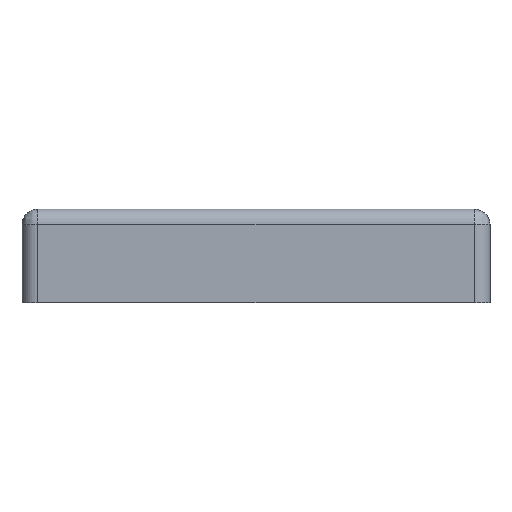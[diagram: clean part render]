
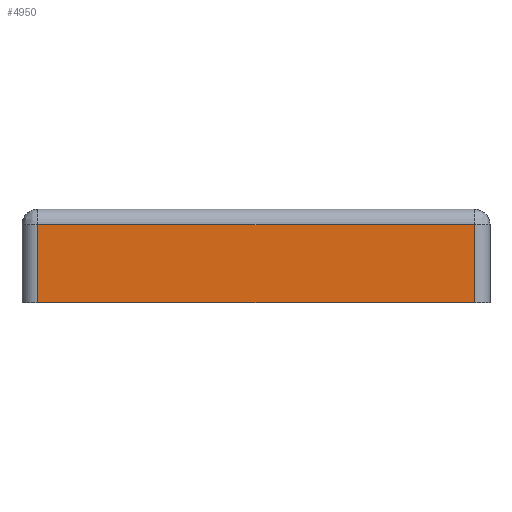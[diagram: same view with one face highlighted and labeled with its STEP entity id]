
A CAD part, front view. The second image highlights one B-rep face of the part: STEP entity #4950.
In plain terms, the highlighted planar face has unit normal (0, -1, 0).
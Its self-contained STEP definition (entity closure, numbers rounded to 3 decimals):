
#112 = VECTOR ( 'NONE', #5807, 1000. ) ;
#430 = CARTESIAN_POINT ( 'NONE',  ( -28., -30., 0. ) ) ;
#703 = DIRECTION ( 'NONE',  ( 0., 1., 0. ) ) ;
#821 = CARTESIAN_POINT ( 'NONE',  ( 30., -30., 10. ) ) ;
#832 = CARTESIAN_POINT ( 'NONE',  ( 28., -30., 12. ) ) ;
#840 = ORIENTED_EDGE ( 'NONE', *, *, #3634, .F. ) ;
#910 = DIRECTION ( 'NONE',  ( -1., 0., 0. ) ) ;
#1322 = VECTOR ( 'NONE', #910, 1000. ) ;
#1390 = PLANE ( 'NONE',  #3298 ) ;
#1612 = FACE_OUTER_BOUND ( 'NONE', #2068, .T. ) ;
#1765 = VERTEX_POINT ( 'NONE', #430 ) ;
#1854 = CARTESIAN_POINT ( 'NONE',  ( 28., -30., 0. ) ) ;
#2068 = EDGE_LOOP ( 'NONE', ( #8526, #7527, #840, #7414 ) ) ;
#2099 = VECTOR ( 'NONE', #4408, 1000. ) ;
#2788 = DIRECTION ( 'NONE',  ( 0., 0., 1. ) ) ;
#3298 = AXIS2_PLACEMENT_3D ( 'NONE', #4945, #703, #5676 ) ;
#3535 = VERTEX_POINT ( 'NONE', #9002 ) ;
#3634 = EDGE_CURVE ( 'NONE', #5118, #1765, #5114, .T. ) ;
#4114 = LINE ( 'NONE', #832, #112 ) ;
#4129 = VERTEX_POINT ( 'NONE', #8188 ) ;
#4408 = DIRECTION ( 'NONE',  ( 1., 0., 0. ) ) ;
#4550 = EDGE_CURVE ( 'NONE', #1765, #3535, #6897, .T. ) ;
#4707 = EDGE_CURVE ( 'NONE', #4129, #5118, #4114, .T. ) ;
#4869 = CARTESIAN_POINT ( 'NONE',  ( -28., -30., 12. ) ) ;
#4945 = CARTESIAN_POINT ( 'NONE',  ( -30., -30., 12. ) ) ;
#4950 = ADVANCED_FACE ( 'NONE', ( #1612 ), #1390, .F. ) ;
#5026 = VECTOR ( 'NONE', #2788, 1000. ) ;
#5114 = LINE ( 'NONE', #5172, #1322 ) ;
#5118 = VERTEX_POINT ( 'NONE', #1854 ) ;
#5172 = CARTESIAN_POINT ( 'NONE',  ( -30., -30., 0. ) ) ;
#5676 = DIRECTION ( 'NONE',  ( 0., 0., 1. ) ) ;
#5807 = DIRECTION ( 'NONE',  ( 0., 0., -1. ) ) ;
#5886 = LINE ( 'NONE', #821, #2099 ) ;
#6897 = LINE ( 'NONE', #4869, #5026 ) ;
#7414 = ORIENTED_EDGE ( 'NONE', *, *, #4707, .F. ) ;
#7527 = ORIENTED_EDGE ( 'NONE', *, *, #4550, .F. ) ;
#8158 = EDGE_CURVE ( 'NONE', #3535, #4129, #5886, .T. ) ;
#8188 = CARTESIAN_POINT ( 'NONE',  ( 28., -30., 10. ) ) ;
#8526 = ORIENTED_EDGE ( 'NONE', *, *, #8158, .F. ) ;
#9002 = CARTESIAN_POINT ( 'NONE',  ( -28., -30., 10. ) ) ;
